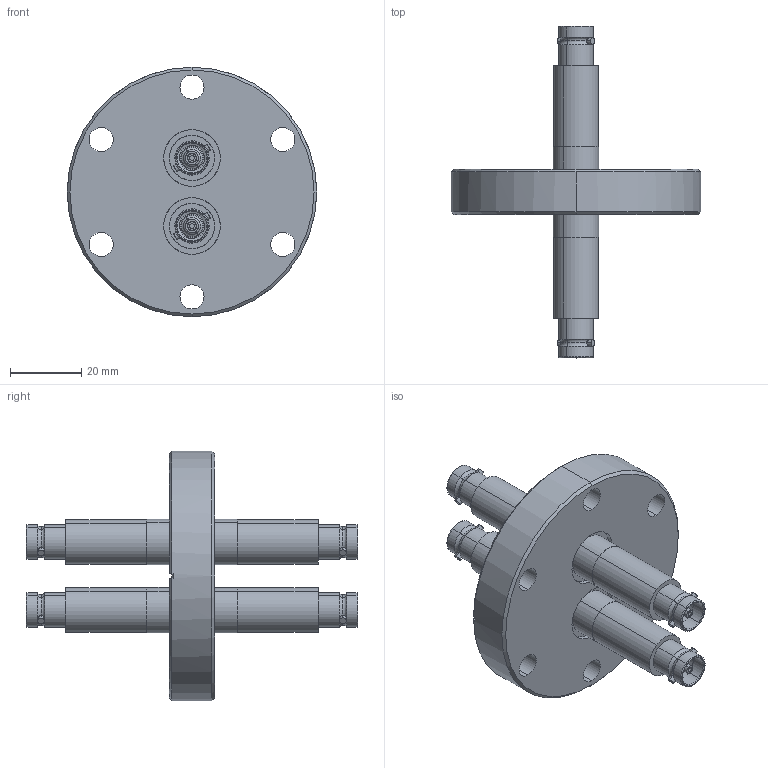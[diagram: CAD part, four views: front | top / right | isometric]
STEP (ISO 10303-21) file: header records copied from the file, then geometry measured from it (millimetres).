
FILE_DESCRIPTION (( 'STEP AP203' ), '1' );
FILE_NAME ('A0473-4-CF.STEP', '2013-05-10T14:38:15', ( '' ), ( '' ), 'SwSTEP 2.0', 'SolidWorks 2012', '' );
FILE_SCHEMA (( 'CONFIG_CONTROL_DESIGN' ));
Length unit declared in the file: inch
Products named in the file (1): A0473-4-CF
Bounding box: 69.85 x 92.9 x 69.85 mm (x, y, z)
Volume: 52147.4 mm3; surface area: 32587.2 mm2
Topology: 3 solids, 3 shells, 599 faces, 1478 edges, 919 vertices
Faces by surface type: cylinder 270, plane 188, cone 71, torus 64, sphere 6
Entity records: 19352 total; most frequent: CARTESIAN_POINT 4533, DIRECTION 3407, ORIENTED_EDGE 2924, EDGE_CURVE 1462, AXIS2_PLACEMENT_3D 1417, VERTEX_POINT 911, CIRCLE 817, EDGE_LOOP 689
